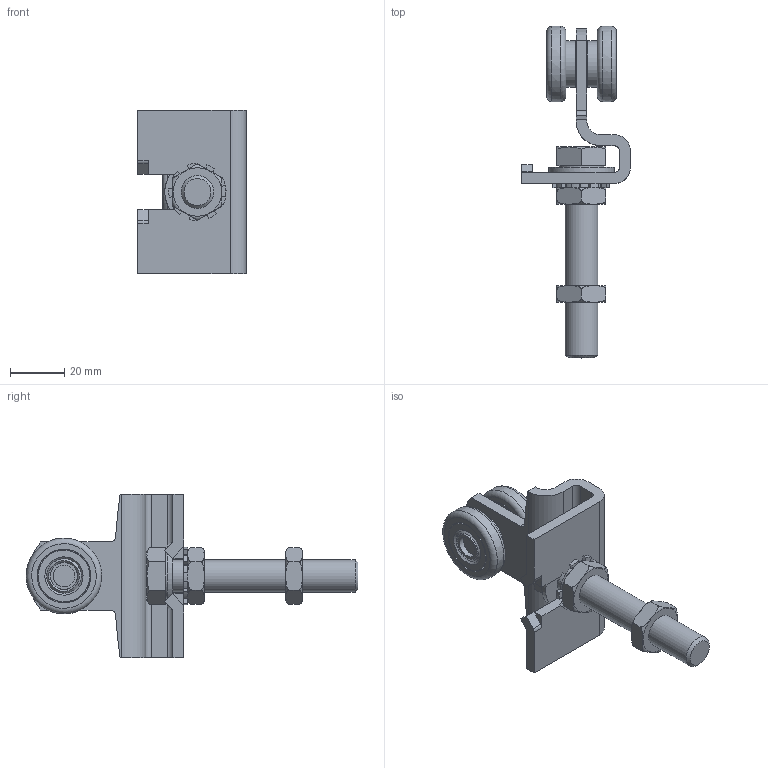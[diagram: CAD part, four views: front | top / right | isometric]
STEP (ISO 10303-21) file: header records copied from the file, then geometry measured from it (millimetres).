
FILE_DESCRIPTION(/* description */ (''),/* implementation_level */ '2;1');
FILE_NAME(/* name */ '9231.stp',/* time_stamp */ '2017-09-11T11:33:43+02:00',/* author */ ('Giuliano'),/* organization */ (''),/* preprocessor_version */ 'ST-DEVELOPER v16.5',/* originating_system */ 'Autodesk Inventor 2017',/* authorisation */ '');
FILE_SCHEMA (('AUTOMOTIVE_DESIGN { 1 0 10303 214 3 1 1 }'));
Length unit declared in the file: millimetre
Products named in the file (1): Pièce1
Bounding box: 40 x 121.94 x 60 mm (x, y, z)
Volume: 39880.3 mm3; surface area: 25840.3 mm2
Topology: 4 solids, 4 shells, 326 faces, 1010 edges, 651 vertices
Faces by surface type: plane 132, cylinder 81, torus 60, sphere 26, cone 25, bspline 2
Full cylindrical faces by diameter (mm): 8 x2, 9.9 x2, 10.1 x2, 12 x5, 12.05 x4, 12.1 x1, 12.5 x1, 16.63 x1, 17 x2, 19 x4, 19.8 x4, 24 x1
Entity records: 12438 total; most frequent: CARTESIAN_POINT 3447, DIRECTION 1874, ORIENTED_EDGE 1760, EDGE_CURVE 854, AXIS2_PLACEMENT_3D 786, VERTEX_POINT 577, EDGE_LOOP 485, CIRCLE 461
